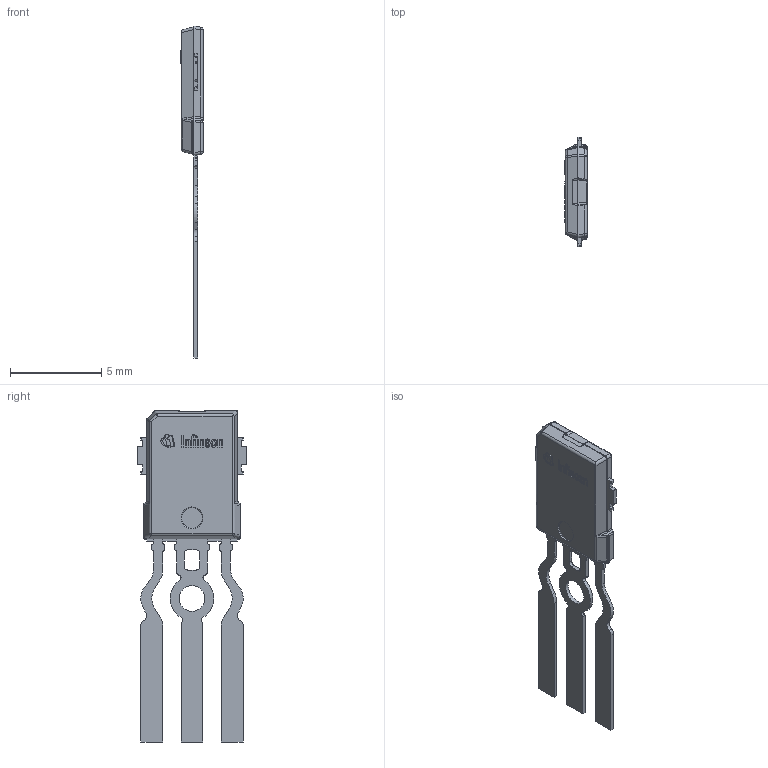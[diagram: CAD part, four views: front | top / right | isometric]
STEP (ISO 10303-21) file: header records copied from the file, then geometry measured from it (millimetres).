
FILE_DESCRIPTION(/* description */ (''),/* implementation_level */ '2;1');
FILE_NAME(/* name */ 'PG-SSO-3-41_Z8B00191459_V07_3D.stp',/* time_stamp */ '2022-05-27T19:45:53+05:00',/* author */ ('janartha'),/* organization */ (''),/* preprocessor_version */ 'ST-DEVELOPER v16.13',/* originating_system */ 'AutoCAD Mechanical',/* authorisation */ '');
FILE_SCHEMA (('AUTOMOTIVE_DESIGN { 1 0 10303 214 3 1 1 }'));
Length unit declared in the file: millimetre
Products named in the file (1): Product
Bounding box: 1.21 x 6 x 18.15 mm (x, y, z)
Volume: 47.3 mm3; surface area: 256.4 mm2
Topology: 19 solids, 19 shells, 377 faces, 951 edges, 614 vertices
Faces by surface type: plane 234, cylinder 97, bspline 22, sphere 14, cone 8, torus 2
Full cylindrical faces by diameter (mm): 0.107 x1, 0.219 x1, 1.2 x2, 1.4 x1
Entity records: 11476 total; most frequent: CARTESIAN_POINT 2406, ORIENTED_EDGE 1888, DIRECTION 1830, EDGE_CURVE 944, LINE 686, VECTOR 686, VERTEX_POINT 614, AXIS2_PLACEMENT_3D 572
